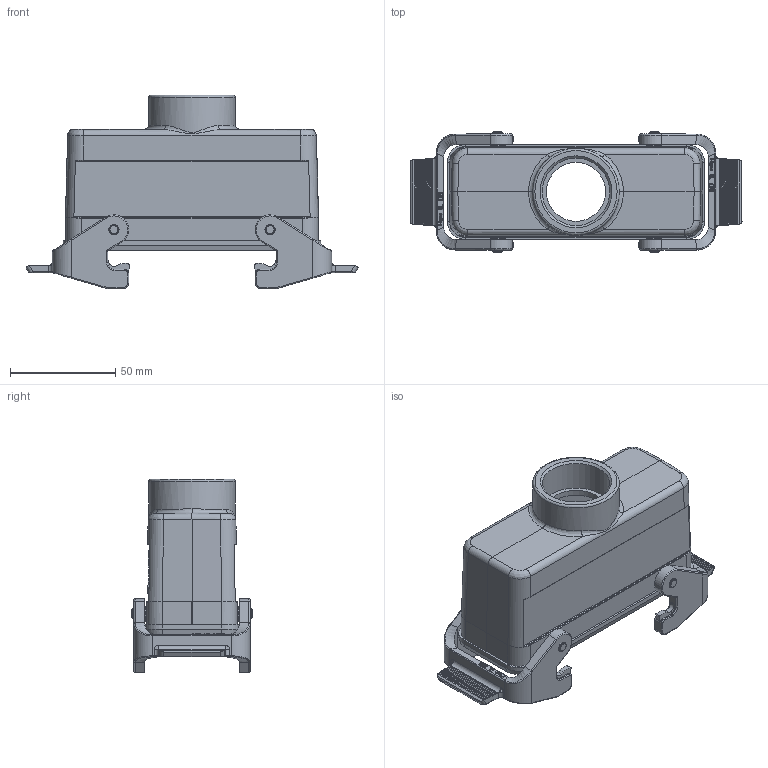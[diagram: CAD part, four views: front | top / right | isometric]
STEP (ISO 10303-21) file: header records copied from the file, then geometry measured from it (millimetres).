
FILE_DESCRIPTION(/* description */ (''),/* implementation_level */ '2;1');
FILE_NAME(/* name */ '100094888ugm000_d.stp',/* time_stamp */ '2017-11-03T10:17:37+01:00',/* author */ (''),/* organization */ (''),/* preprocessor_version */ 'ST-DEVELOPER v16',/* originating_system */ 'SIEMENS PLM Software NX 10.0',/* authorisation */ '');
FILE_SCHEMA (('AUTOMOTIVE_DESIGN { 1 0 10303 214 3 1 1 1 }'));
Length unit declared in the file: millimetre
Products named in the file (1): 100094888ugm000_d
Bounding box: 157.4 x 57 x 91.7 mm (x, y, z)
Volume: 97796 mm3; surface area: 60686.7 mm2
Topology: 3 solids, 3 shells, 1030 faces, 2683 edges, 1705 vertices
Faces by surface type: plane 461, bspline 320, cylinder 213, cone 19, torus 17
Full cylindrical faces by diameter (mm): 3 x4, 4 x4, 4.8 x4, 7 x4, 28 x1, 32 x1, 41 x1
Entity records: 43477 total; most frequent: CARTESIAN_POINT 14709, ORIENTED_EDGE 5116, DIRECTION 3911, EDGE_CURVE 2558, VERTEX_POINT 1635, LINE 1451, VECTOR 1451, AXIS2_PLACEMENT_3D 1230
